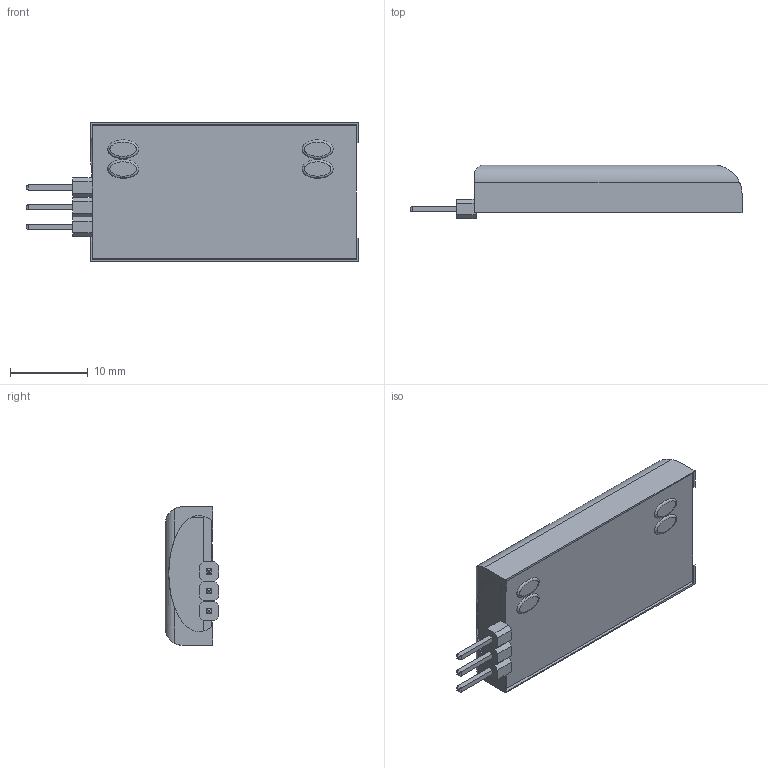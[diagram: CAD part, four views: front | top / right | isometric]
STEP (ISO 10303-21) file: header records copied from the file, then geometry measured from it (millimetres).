
FILE_DESCRIPTION(('HOOPS Exchange Step'),'2;1');
FILE_NAME('e70563848241a26bb3569d50ded8e91e20230301-1-7nba79.SLDPRT.step','2023-03-01T17:53:00+00:00',('root'),('Unknown organisation'),'HOOPS Exchange 2021.0','HOOPS Exchange','Unknown authorisation');
FILE_SCHEMA( ('AUTOMOTIVE_DESIGN { 1 0 10303 214 1 1 1 1 }') );
Length unit declared in the file: millimetre
Products named in the file (2): Valor predeterminado; e70563848241a26bb3569d50ded8e91e20230301-1-7nba79
Assembly tree (1 placements, depth 2):
  e70563848241a26bb3569d50ded8e91e20230301-1-7nba79
    Valor predeterminado
Bounding box: 42.7 x 6.9 x 17.8 mm (x, y, z)
Volume: 2923.3 mm3; surface area: 3803.5 mm2
Topology: 2 solids, 2 shells, 110 faces, 268 edges, 170 vertices
Faces by surface type: plane 82, cylinder 20, extrusion 4, bspline 4
Entity records: 5990 total; most frequent: CARTESIAN_POINT 3285, ORIENTED_EDGE 536, DIRECTION 510, EDGE_CURVE 268, VECTOR 212, LINE 208, VERTEX_POINT 170, AXIS2_PLACEMENT_3D 149
